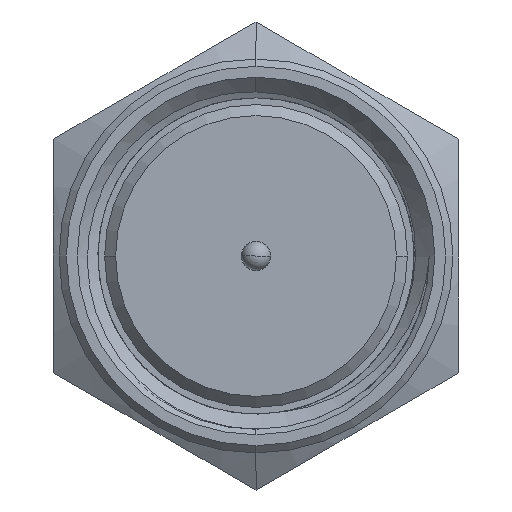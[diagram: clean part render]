
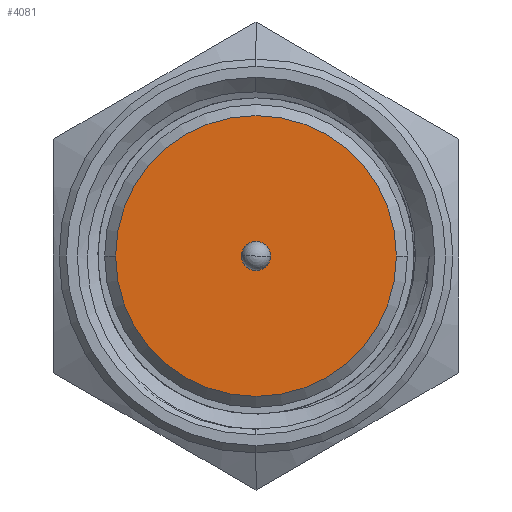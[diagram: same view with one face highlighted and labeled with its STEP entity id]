
A CAD part, left-side view. The second image highlights one B-rep face of the part: STEP entity #4081.
In plain terms, the highlighted planar face has unit normal (-1, 0, 0).
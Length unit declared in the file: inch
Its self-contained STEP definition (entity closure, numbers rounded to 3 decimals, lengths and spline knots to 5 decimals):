
#1855=CARTESIAN_POINT('',(0.,0.,0.));
#1856=DIRECTION('',(-1.,0.,0.));
#1857=DIRECTION('',(0.,1.,0.));
#1858=AXIS2_PLACEMENT_3D('',#1855,#1856,#1857);
#1860=CARTESIAN_POINT('',(0.,0.,0.));
#1861=DIRECTION('',(-1.,0.,0.));
#1862=DIRECTION('',(0.,-1.,0.));
#1863=AXIS2_PLACEMENT_3D('',#1860,#1861,#1862);
#1865=CARTESIAN_POINT('',(0.,0.,0.));
#1866=DIRECTION('',(-1.,0.,0.));
#1867=DIRECTION('',(0.,1.,0.));
#1868=AXIS2_PLACEMENT_3D('',#1865,#1866,#1867);
#1870=CARTESIAN_POINT('',(0.,0.,0.));
#1871=DIRECTION('',(-1.,0.,0.));
#1872=DIRECTION('',(0.,-1.,0.));
#1873=AXIS2_PLACEMENT_3D('',#1870,#1871,#1872);
#1907=CARTESIAN_POINT('',(0.,0.15157,0.));
#1908=CARTESIAN_POINT('',(0.,-0.15157,0.));
#1909=VERTEX_POINT('',#1907);
#1910=VERTEX_POINT('',#1908);
#1937=CARTESIAN_POINT('',(0.,0.01575,0.));
#1938=CARTESIAN_POINT('',(0.,-0.01575,0.));
#1939=VERTEX_POINT('',#1937);
#1940=VERTEX_POINT('',#1938);
#4065=CARTESIAN_POINT('',(0.,0.,0.));
#4066=DIRECTION('',(1.,0.,0.));
#4067=DIRECTION('',(0.,-1.,0.));
#4068=AXIS2_PLACEMENT_3D('',#4065,#4066,#4067);
#4069=PLANE('',#4068);
#4070=ORIENTED_EDGE('',*,*,#4055,.F.);
#4072=ORIENTED_EDGE('',*,*,#4071,.F.);
#4073=EDGE_LOOP('',(#4070,#4072));
#4074=FACE_OUTER_BOUND('',#4073,.F.);
#4076=ORIENTED_EDGE('',*,*,#4075,.T.);
#4078=ORIENTED_EDGE('',*,*,#4077,.T.);
#4079=EDGE_LOOP('',(#4076,#4078));
#4080=FACE_BOUND('',#4079,.F.);
#4081=ADVANCED_FACE('',(#4074,#4080),#4069,.F.);
#1859=CIRCLE('',#1858,0.15157);
#1864=CIRCLE('',#1863,0.15157);
#1869=CIRCLE('',#1868,0.01575);
#1874=CIRCLE('',#1873,0.01575);
#4055=EDGE_CURVE('',#1909,#1910,#1859,.T.);
#4071=EDGE_CURVE('',#1910,#1909,#1864,.T.);
#4075=EDGE_CURVE('',#1939,#1940,#1869,.T.);
#4077=EDGE_CURVE('',#1940,#1939,#1874,.T.);
